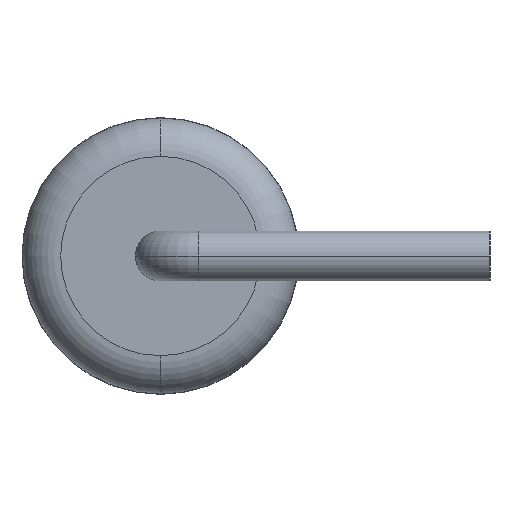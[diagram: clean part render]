
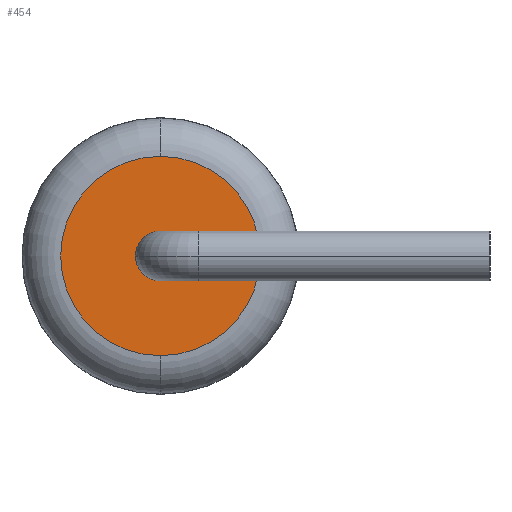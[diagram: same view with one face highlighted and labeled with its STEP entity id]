
A CAD part, left-side view. The second image highlights one B-rep face of the part: STEP entity #454.
In plain terms, the highlighted planar face has unit normal (-1, 0, 0).
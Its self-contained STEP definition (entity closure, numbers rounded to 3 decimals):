
#23 = CIRCLE ( 'NONE', #374, 0.325 ) ;
#28 = VERTEX_POINT ( 'NONE', #174 ) ;
#46 = PLANE ( 'NONE',  #277 ) ;
#130 = DIRECTION ( 'NONE',  ( 0., 0., 1. ) ) ;
#136 = DIRECTION ( 'NONE',  ( -1., 0., 0. ) ) ;
#142 = CARTESIAN_POINT ( 'NONE',  ( -4.95, 2.3, 0. ) ) ;
#147 = CIRCLE ( 'NONE', #790, 1.3 ) ;
#173 = DIRECTION ( 'NONE',  ( 0., 0., -1. ) ) ;
#174 = CARTESIAN_POINT ( 'NONE',  ( -4.95, 2.3, 0.325 ) ) ;
#277 = AXIS2_PLACEMENT_3D ( 'NONE', #855, #1115, #406 ) ;
#374 = AXIS2_PLACEMENT_3D ( 'NONE', #672, #136, #686 ) ;
#387 = CIRCLE ( 'NONE', #1019, 1.3 ) ;
#406 = DIRECTION ( 'NONE',  ( 0., 0., -1. ) ) ;
#409 = DIRECTION ( 'NONE',  ( -1., 0., 0. ) ) ;
#424 = FACE_BOUND ( 'NONE', #460, .T. ) ;
#431 = ORIENTED_EDGE ( 'NONE', *, *, #581, .F. ) ;
#443 = EDGE_CURVE ( 'NONE', #495, #1103, #147, .T. ) ;
#454 = ADVANCED_FACE ( 'NONE', ( #424, #705 ), #46, .F. ) ;
#460 = EDGE_LOOP ( 'NONE', ( #781, #431 ) ) ;
#466 = EDGE_LOOP ( 'NONE', ( #805, #1073 ) ) ;
#495 = VERTEX_POINT ( 'NONE', #744 ) ;
#574 = VERTEX_POINT ( 'NONE', #668 ) ;
#581 = EDGE_CURVE ( 'NONE', #574, #28, #23, .T. ) ;
#612 = EDGE_CURVE ( 'NONE', #1103, #495, #387, .T. ) ;
#668 = CARTESIAN_POINT ( 'NONE',  ( -4.95, 2.3, -0.325 ) ) ;
#672 = CARTESIAN_POINT ( 'NONE',  ( -4.95, 2.3, 0. ) ) ;
#686 = DIRECTION ( 'NONE',  ( 0., 0., -1. ) ) ;
#705 = FACE_OUTER_BOUND ( 'NONE', #466, .T. ) ;
#744 = CARTESIAN_POINT ( 'NONE',  ( -4.95, 2.3, -1.3 ) ) ;
#756 = CARTESIAN_POINT ( 'NONE',  ( -4.95, 2.3, 0. ) ) ;
#769 = CIRCLE ( 'NONE', #1114, 0.325 ) ;
#772 = DIRECTION ( 'NONE',  ( -1., 0., 0. ) ) ;
#781 = ORIENTED_EDGE ( 'NONE', *, *, #1079, .F. ) ;
#790 = AXIS2_PLACEMENT_3D ( 'NONE', #756, #409, #130 ) ;
#805 = ORIENTED_EDGE ( 'NONE', *, *, #612, .T. ) ;
#812 = CARTESIAN_POINT ( 'NONE',  ( -4.95, 2.3, 0. ) ) ;
#855 = CARTESIAN_POINT ( 'NONE',  ( -4.95, 2.3, 0. ) ) ;
#905 = DIRECTION ( 'NONE',  ( -1., 0., 0. ) ) ;
#973 = CARTESIAN_POINT ( 'NONE',  ( -4.95, 2.3, 1.3 ) ) ;
#1019 = AXIS2_PLACEMENT_3D ( 'NONE', #142, #772, #1050 ) ;
#1050 = DIRECTION ( 'NONE',  ( 0., 0., 1. ) ) ;
#1073 = ORIENTED_EDGE ( 'NONE', *, *, #443, .T. ) ;
#1079 = EDGE_CURVE ( 'NONE', #28, #574, #769, .T. ) ;
#1103 = VERTEX_POINT ( 'NONE', #973 ) ;
#1114 = AXIS2_PLACEMENT_3D ( 'NONE', #812, #905, #173 ) ;
#1115 = DIRECTION ( 'NONE',  ( 1., 0., 0. ) ) ;
